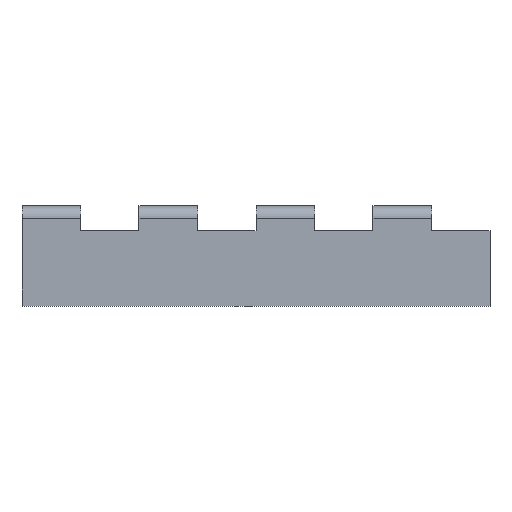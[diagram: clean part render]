
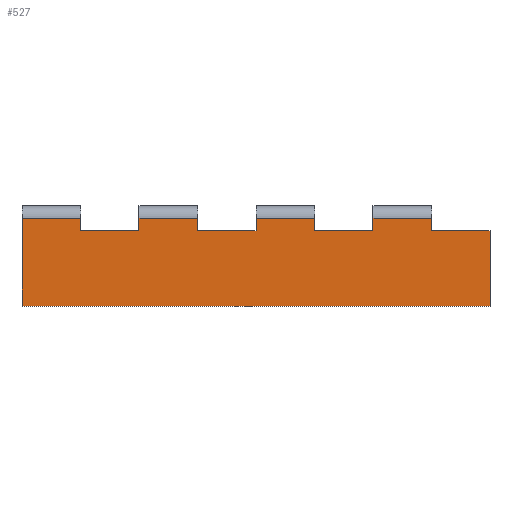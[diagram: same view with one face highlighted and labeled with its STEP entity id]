
A CAD part, top view. The second image highlights one B-rep face of the part: STEP entity #527.
In plain terms, the highlighted planar face has unit normal (0, 0, 1).
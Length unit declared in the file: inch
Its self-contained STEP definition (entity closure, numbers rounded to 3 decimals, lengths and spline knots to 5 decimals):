
#25=FACE_OUTER_BOUND('',#53,.T.);
#53=EDGE_LOOP('',(#359,#360,#361,#362,#363,#364,#365,#366,#367,#368,#369,
#370,#371,#372,#373,#374,#375,#376));
#96=LINE('',#763,#158);
#101=LINE('',#776,#163);
#102=LINE('',#780,#164);
#103=LINE('',#782,#165);
#104=LINE('',#784,#166);
#105=LINE('',#785,#167);
#106=LINE('',#787,#168);
#107=LINE('',#789,#169);
#108=LINE('',#791,#170);
#109=LINE('',#793,#171);
#110=LINE('',#795,#172);
#111=LINE('',#797,#173);
#112=LINE('',#799,#174);
#113=LINE('',#801,#175);
#114=LINE('',#803,#176);
#115=LINE('',#805,#177);
#116=LINE('',#807,#178);
#117=LINE('',#808,#179);
#158=VECTOR('',#610,1.5);
#163=VECTOR('',#621,8.);
#164=VECTOR('',#624,0.215);
#165=VECTOR('',#625,1.);
#166=VECTOR('',#626,0.215);
#167=VECTOR('',#627,1.);
#168=VECTOR('',#628,1.285);
#169=VECTOR('',#629,1.);
#170=VECTOR('',#630,0.215);
#171=VECTOR('',#631,1.);
#172=VECTOR('',#632,0.215);
#173=VECTOR('',#633,1.);
#174=VECTOR('',#634,0.215);
#175=VECTOR('',#635,1.);
#176=VECTOR('',#636,0.215);
#177=VECTOR('',#637,1.);
#178=VECTOR('',#638,0.215);
#179=VECTOR('',#639,1.);
#220=VERTEX_POINT('',#760);
#221=VERTEX_POINT('',#762);
#226=VERTEX_POINT('',#774);
#227=VERTEX_POINT('',#778);
#228=VERTEX_POINT('',#779);
#229=VERTEX_POINT('',#781);
#230=VERTEX_POINT('',#783);
#231=VERTEX_POINT('',#786);
#232=VERTEX_POINT('',#788);
#233=VERTEX_POINT('',#790);
#234=VERTEX_POINT('',#792);
#235=VERTEX_POINT('',#794);
#236=VERTEX_POINT('',#796);
#237=VERTEX_POINT('',#798);
#238=VERTEX_POINT('',#800);
#239=VERTEX_POINT('',#802);
#240=VERTEX_POINT('',#804);
#241=VERTEX_POINT('',#806);
#272=EDGE_CURVE('',#220,#221,#96,.T.);
#279=EDGE_CURVE('',#226,#220,#101,.T.);
#280=EDGE_CURVE('',#227,#228,#102,.T.);
#281=EDGE_CURVE('',#227,#229,#103,.T.);
#282=EDGE_CURVE('',#229,#230,#104,.T.);
#283=EDGE_CURVE('',#230,#221,#105,.T.);
#284=EDGE_CURVE('',#226,#231,#106,.T.);
#285=EDGE_CURVE('',#232,#231,#107,.T.);
#286=EDGE_CURVE('',#232,#233,#108,.T.);
#287=EDGE_CURVE('',#233,#234,#109,.T.);
#288=EDGE_CURVE('',#235,#234,#110,.T.);
#289=EDGE_CURVE('',#235,#236,#111,.T.);
#290=EDGE_CURVE('',#236,#237,#112,.T.);
#291=EDGE_CURVE('',#237,#238,#113,.T.);
#292=EDGE_CURVE('',#239,#238,#114,.T.);
#293=EDGE_CURVE('',#239,#240,#115,.T.);
#294=EDGE_CURVE('',#240,#241,#116,.T.);
#295=EDGE_CURVE('',#241,#228,#117,.T.);
#359=ORIENTED_EDGE('',*,*,#280,.F.);
#360=ORIENTED_EDGE('',*,*,#281,.T.);
#361=ORIENTED_EDGE('',*,*,#282,.T.);
#362=ORIENTED_EDGE('',*,*,#283,.T.);
#363=ORIENTED_EDGE('',*,*,#272,.F.);
#364=ORIENTED_EDGE('',*,*,#279,.F.);
#365=ORIENTED_EDGE('',*,*,#284,.T.);
#366=ORIENTED_EDGE('',*,*,#285,.F.);
#367=ORIENTED_EDGE('',*,*,#286,.T.);
#368=ORIENTED_EDGE('',*,*,#287,.T.);
#369=ORIENTED_EDGE('',*,*,#288,.F.);
#370=ORIENTED_EDGE('',*,*,#289,.T.);
#371=ORIENTED_EDGE('',*,*,#290,.T.);
#372=ORIENTED_EDGE('',*,*,#291,.T.);
#373=ORIENTED_EDGE('',*,*,#292,.F.);
#374=ORIENTED_EDGE('',*,*,#293,.T.);
#375=ORIENTED_EDGE('',*,*,#294,.T.);
#376=ORIENTED_EDGE('',*,*,#295,.T.);
#507=PLANE('',#565);
#527=ADVANCED_FACE('',(#25),#507,.T.);
#565=AXIS2_PLACEMENT_3D('',#777,#622,#623);
#610=DIRECTION('',(0.,1.,0.));
#621=DIRECTION('',(-1.,0.,0.));
#622=DIRECTION('center_axis',(0.,0.,1.));
#623=DIRECTION('ref_axis',(0.,-1.,0.));
#624=DIRECTION('',(0.,1.,0.));
#625=DIRECTION('',(-1.,0.,0.));
#626=DIRECTION('',(0.,1.,0.));
#627=DIRECTION('',(-1.,0.,0.));
#628=DIRECTION('',(0.,1.,0.));
#629=DIRECTION('',(1.,0.,0.));
#630=DIRECTION('',(0.,1.,0.));
#631=DIRECTION('',(-1.,0.,0.));
#632=DIRECTION('',(0.,1.,0.));
#633=DIRECTION('',(-1.,0.,0.));
#634=DIRECTION('',(0.,1.,0.));
#635=DIRECTION('',(-1.,0.,0.));
#636=DIRECTION('',(0.,1.,0.));
#637=DIRECTION('',(-1.,0.,0.));
#638=DIRECTION('',(0.,1.,0.));
#639=DIRECTION('',(-1.,0.,0.));
#760=CARTESIAN_POINT('',(-4.,-1.5,0.));
#762=CARTESIAN_POINT('',(-4.,0.,0.));
#763=CARTESIAN_POINT('',(-4.,-1.5,0.));
#774=CARTESIAN_POINT('',(4.,-1.5,0.));
#776=CARTESIAN_POINT('',(4.,-1.5,0.));
#777=CARTESIAN_POINT('Origin',(-4.,0.,0.));
#778=CARTESIAN_POINT('',(-2.,-0.215,0.));
#779=CARTESIAN_POINT('',(-2.,0.,0.));
#780=CARTESIAN_POINT('',(-2.,-0.215,0.));
#781=CARTESIAN_POINT('',(-3.,-0.215,0.));
#782=CARTESIAN_POINT('',(-2.,-0.215,0.));
#783=CARTESIAN_POINT('',(-3.,0.,0.));
#784=CARTESIAN_POINT('',(-3.,-0.215,0.));
#785=CARTESIAN_POINT('',(-3.,0.,0.));
#786=CARTESIAN_POINT('',(4.,-0.215,0.));
#787=CARTESIAN_POINT('',(4.,-1.5,0.));
#788=CARTESIAN_POINT('',(3.,-0.215,0.));
#789=CARTESIAN_POINT('',(3.,-0.215,0.));
#790=CARTESIAN_POINT('',(3.,0.,0.));
#791=CARTESIAN_POINT('',(3.,-0.215,0.));
#792=CARTESIAN_POINT('',(2.,0.,0.));
#793=CARTESIAN_POINT('',(3.,0.,0.));
#794=CARTESIAN_POINT('',(2.,-0.215,0.));
#795=CARTESIAN_POINT('',(2.,-0.215,0.));
#796=CARTESIAN_POINT('',(1.,-0.215,0.));
#797=CARTESIAN_POINT('',(2.,-0.215,0.));
#798=CARTESIAN_POINT('',(1.,0.,0.));
#799=CARTESIAN_POINT('',(1.,-0.215,0.));
#800=CARTESIAN_POINT('',(0.,0.,0.));
#801=CARTESIAN_POINT('',(1.,0.,0.));
#802=CARTESIAN_POINT('',(0.,-0.215,0.));
#803=CARTESIAN_POINT('',(0.,-0.215,0.));
#804=CARTESIAN_POINT('',(-1.,-0.215,0.));
#805=CARTESIAN_POINT('',(0.,-0.215,0.));
#806=CARTESIAN_POINT('',(-1.,0.,0.));
#807=CARTESIAN_POINT('',(-1.,-0.215,0.));
#808=CARTESIAN_POINT('',(-1.,0.,0.));
